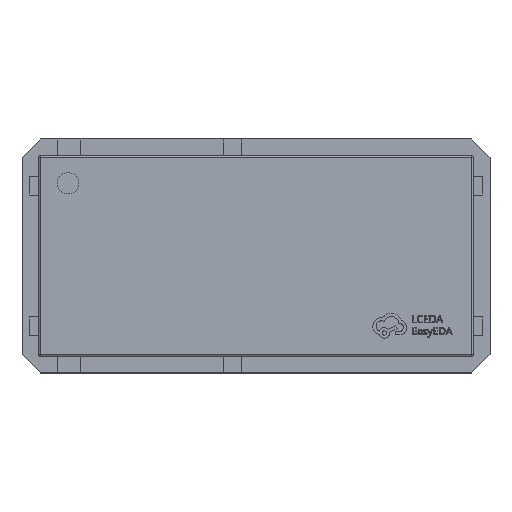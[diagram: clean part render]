
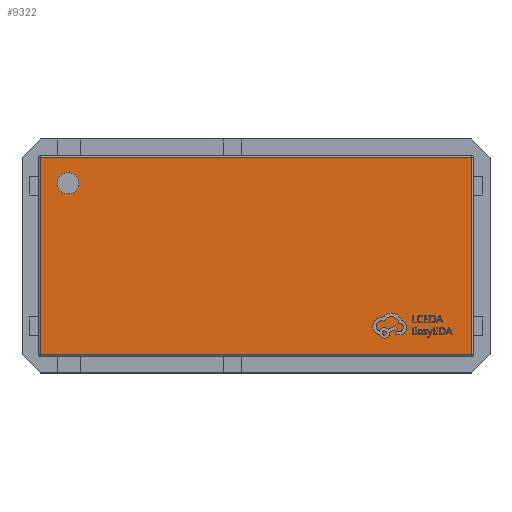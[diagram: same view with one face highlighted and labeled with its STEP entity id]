
A CAD part, top view. The second image highlights one B-rep face of the part: STEP entity #9322.
In plain terms, the highlighted planar face has unit normal (0, 0, 1).
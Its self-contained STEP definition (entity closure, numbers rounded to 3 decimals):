
#552 = CIRCLE ( 'NONE', #13541, 0.584 ) ;
#668 = LINE ( 'NONE', #12624, #5252 ) ;
#1612 = DIRECTION ( 'NONE',  ( 0., 1., 0. ) ) ;
#1754 = DIRECTION ( 'NONE',  ( 0., 0., 1. ) ) ;
#3847 = VERTEX_POINT ( 'NONE', #7884 ) ;
#4000 = ORIENTED_EDGE ( 'NONE', *, *, #11074, .T. ) ;
#4259 = DIRECTION ( 'NONE',  ( 1., 0., 0. ) ) ;
#4375 = DIRECTION ( 'NONE',  ( 0., 0., 1. ) ) ;
#4593 = CARTESIAN_POINT ( 'NONE',  ( -10.198, 3.946, 3.7 ) ) ;
#4610 = ORIENTED_EDGE ( 'NONE', *, *, #16096, .T. ) ;
#4656 = VECTOR ( 'NONE', #1612, 1000. ) ;
#4710 = DIRECTION ( 'NONE',  ( 0., 0., 1. ) ) ;
#5252 = VECTOR ( 'NONE', #17690, 1000. ) ;
#5397 = LINE ( 'NONE', #10598, #20310 ) ;
#5516 = LINE ( 'NONE', #10816, #21745 ) ;
#5729 = FACE_BOUND ( 'NONE', #7764, .T. ) ;
#6061 = DIRECTION ( 'NONE',  ( 1., 0., 0. ) ) ;
#6931 = AXIS2_PLACEMENT_3D ( 'NONE', #4593, #4710, #4259 ) ;
#7553 = CARTESIAN_POINT ( 'NONE',  ( -11.7, -5.35, 3.7 ) ) ;
#7764 = EDGE_LOOP ( 'NONE', ( #16779, #13604 ) ) ;
#7884 = CARTESIAN_POINT ( 'NONE',  ( -11.7, 5.35, 3.7 ) ) ;
#9322 = ADVANCED_FACE ( 'NONE', ( #5729, #12629 ), #19480, .T. ) ;
#9523 = AXIS2_PLACEMENT_3D ( 'NONE', #11151, #4375, #6061 ) ;
#9732 = VERTEX_POINT ( 'NONE', #13373 ) ;
#10184 = EDGE_LOOP ( 'NONE', ( #21390, #4610, #15987, #4000 ) ) ;
#10598 = CARTESIAN_POINT ( 'NONE',  ( -11.7, -5.45, 3.7 ) ) ;
#10816 = CARTESIAN_POINT ( 'NONE',  ( 11.8, -5.35, 3.7 ) ) ;
#11074 = EDGE_CURVE ( 'NONE', #21578, #3847, #668, .T. ) ;
#11151 = CARTESIAN_POINT ( 'NONE',  ( 0., 0., 3.7 ) ) ;
#12267 = EDGE_CURVE ( 'NONE', #9732, #15005, #552, .T. ) ;
#12339 = CIRCLE ( 'NONE', #6931, 0.584 ) ;
#12399 = DIRECTION ( 'NONE',  ( 1., 0., 0. ) ) ;
#12624 = CARTESIAN_POINT ( 'NONE',  ( -11.8, 5.35, 3.7 ) ) ;
#12629 = FACE_OUTER_BOUND ( 'NONE', #10184, .T. ) ;
#13373 = CARTESIAN_POINT ( 'NONE',  ( -9.614, 3.946, 3.7 ) ) ;
#13541 = AXIS2_PLACEMENT_3D ( 'NONE', #20127, #1754, #22268 ) ;
#13604 = ORIENTED_EDGE ( 'NONE', *, *, #15545, .F. ) ;
#14417 = CARTESIAN_POINT ( 'NONE',  ( 11.7, -5.35, 3.7 ) ) ;
#15005 = VERTEX_POINT ( 'NONE', #16274 ) ;
#15545 = EDGE_CURVE ( 'NONE', #15005, #9732, #12339, .T. ) ;
#15861 = VERTEX_POINT ( 'NONE', #7553 ) ;
#15987 = ORIENTED_EDGE ( 'NONE', *, *, #17299, .T. ) ;
#16051 = EDGE_CURVE ( 'NONE', #3847, #15861, #5397, .T. ) ;
#16096 = EDGE_CURVE ( 'NONE', #15861, #20932, #5516, .T. ) ;
#16274 = CARTESIAN_POINT ( 'NONE',  ( -10.782, 3.946, 3.7 ) ) ;
#16779 = ORIENTED_EDGE ( 'NONE', *, *, #12267, .F. ) ;
#17253 = CARTESIAN_POINT ( 'NONE',  ( 11.7, 5.35, 3.7 ) ) ;
#17299 = EDGE_CURVE ( 'NONE', #20932, #21578, #21996, .T. ) ;
#17690 = DIRECTION ( 'NONE',  ( -1., 0., 0. ) ) ;
#19035 = DIRECTION ( 'NONE',  ( 0., -1., 0. ) ) ;
#19480 = PLANE ( 'NONE',  #9523 ) ;
#20127 = CARTESIAN_POINT ( 'NONE',  ( -10.198, 3.946, 3.7 ) ) ;
#20310 = VECTOR ( 'NONE', #19035, 1000. ) ;
#20932 = VERTEX_POINT ( 'NONE', #14417 ) ;
#21390 = ORIENTED_EDGE ( 'NONE', *, *, #16051, .T. ) ;
#21578 = VERTEX_POINT ( 'NONE', #17253 ) ;
#21745 = VECTOR ( 'NONE', #12399, 1000. ) ;
#21887 = CARTESIAN_POINT ( 'NONE',  ( 11.7, 5.45, 3.7 ) ) ;
#21996 = LINE ( 'NONE', #21887, #4656 ) ;
#22268 = DIRECTION ( 'NONE',  ( 1., 0., 0. ) ) ;
